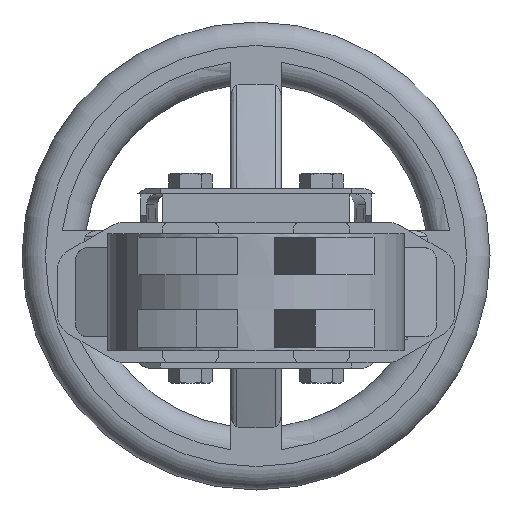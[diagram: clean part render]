
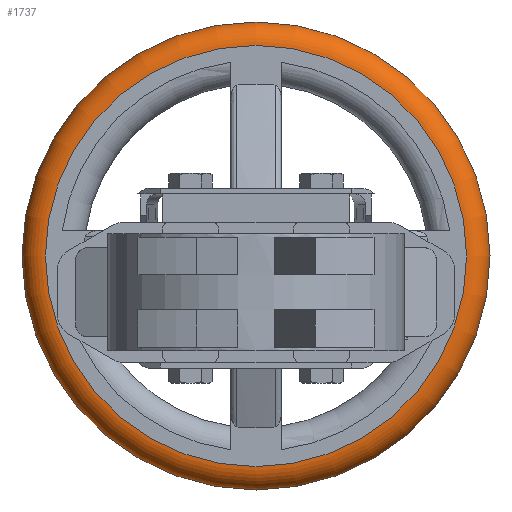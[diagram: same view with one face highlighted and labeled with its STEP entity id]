
A CAD part, front view. The second image highlights one B-rep face of the part: STEP entity #1737.
In plain terms, the highlighted toroidal (fillet/blend) face has major radius 90 mm and minor radius 10 mm.
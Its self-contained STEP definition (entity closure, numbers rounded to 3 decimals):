
#1737 = ADVANCED_FACE( 'NONE', ( #3657, #3658 ), #3659, .T. );
#3657 = FACE_OUTER_BOUND( '', #6288, .T. );
#3658 = FACE_OUTER_BOUND( '', #6289, .T. );
#3659 = TOROIDAL_SURFACE( '', #6290, 90., 10. );
#6288 = EDGE_LOOP( '', ( #12314 ) );
#6289 = EDGE_LOOP( '', ( #12315 ) );
#6290 = AXIS2_PLACEMENT_3D( '', #12316, #12317, #12318 );
#12314 = ORIENTED_EDGE( '', *, *, #14378, .F. );
#12315 = ORIENTED_EDGE( '', *, *, #15073, .T. );
#12316 = CARTESIAN_POINT( '', ( 0., 330., 15.5 ) );
#12317 = DIRECTION( '', ( 0., 1., 0. ) );
#12318 = DIRECTION( '', ( -1., 0., 0. ) );
#14378 = EDGE_CURVE( 'NONE', #17380, #17380, #17381, .T. );
#15073 = EDGE_CURVE( 'NONE', #18332, #18332, #18333, .T. );
#17380 = VERTEX_POINT( '', #23492 );
#17381 = CIRCLE( '', #23493, 100. );
#18332 = VERTEX_POINT( '', #25602 );
#18333 = CIRCLE( '', #25603, 90. );
#23492 = CARTESIAN_POINT( '', ( -100., 330., 15.5 ) );
#23493 = AXIS2_PLACEMENT_3D( '', #27361, #27362, #27363 );
#25602 = CARTESIAN_POINT( '', ( -90., 320., 15.5 ) );
#25603 = AXIS2_PLACEMENT_3D( '', #27988, #27989, #27990 );
#27361 = CARTESIAN_POINT( '', ( 0., 330., 15.5 ) );
#27362 = DIRECTION( '', ( 0., 1., 0. ) );
#27363 = DIRECTION( '', ( -1., 0., 0. ) );
#27988 = CARTESIAN_POINT( '', ( 0., 320., 15.5 ) );
#27989 = DIRECTION( '', ( 0., 1., 0. ) );
#27990 = DIRECTION( '', ( -1., 0., 0. ) );
